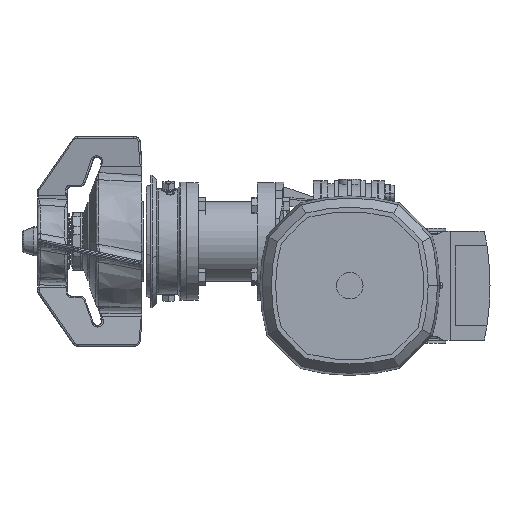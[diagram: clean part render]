
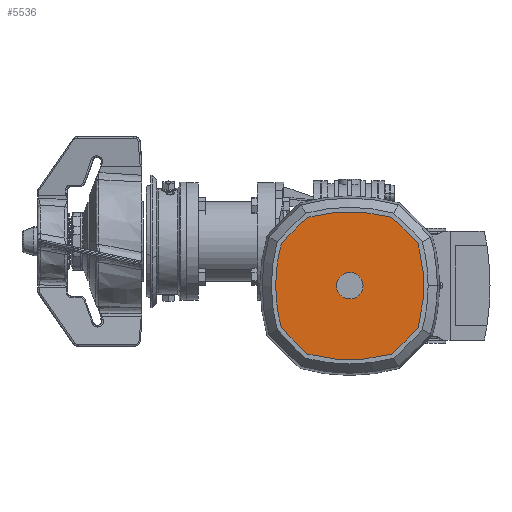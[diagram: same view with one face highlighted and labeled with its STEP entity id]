
A CAD part, left-side view. The second image highlights one B-rep face of the part: STEP entity #5536.
In plain terms, the highlighted planar face has unit normal (-1, 0, 0).
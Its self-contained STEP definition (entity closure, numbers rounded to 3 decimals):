
#4227 = VERTEX_POINT ( 'NONE', #7824 ) ;
#4261 = VERTEX_POINT ( 'NONE', #7928 ) ;
#4264 = EDGE_CURVE ( 'NONE', #4227, #4261, #7914, .T. ) ;
#4327 = VERTEX_POINT ( 'NONE', #8013 ) ;
#4335 = EDGE_CURVE ( 'NONE', #4327, #4412, #8012, .T. ) ;
#4412 = VERTEX_POINT ( 'NONE', #11569 ) ;
#5365 = EDGE_CURVE ( 'NONE', #4412, #4327, #15373, .T. ) ;
#5366 = ORIENTED_EDGE ( 'NONE', *, *, #5368, .T. ) ;
#5368 = EDGE_CURVE ( 'NONE', #16528, #5369, #15365, .T. ) ;
#5369 = VERTEX_POINT ( 'NONE', #15491 ) ;
#5372 = ORIENTED_EDGE ( 'NONE', *, *, #16540, .T. ) ;
#5392 = EDGE_CURVE ( 'NONE', #5532, #4227, #15504, .T. ) ;
#5456 = ORIENTED_EDGE ( 'NONE', *, *, #5463, .T. ) ;
#5460 = ORIENTED_EDGE ( 'NONE', *, *, #5461, .T. ) ;
#5461 = EDGE_CURVE ( 'NONE', #5462, #5534, #15750, .T. ) ;
#5462 = VERTEX_POINT ( 'NONE', #15696 ) ;
#5463 = EDGE_CURVE ( 'NONE', #5464, #5532, #15771, .T. ) ;
#5464 = VERTEX_POINT ( 'NONE', #15786 ) ;
#5481 = ORIENTED_EDGE ( 'NONE', *, *, #5392, .T. ) ;
#5484 = VERTEX_POINT ( 'NONE', #15706 ) ;
#5485 = EDGE_CURVE ( 'NONE', #4261, #5462, #15712, .T. ) ;
#5527 = ORIENTED_EDGE ( 'NONE', *, *, #5528, .T. ) ;
#5528 = EDGE_CURVE ( 'NONE', #5534, #5484, #15736, .T. ) ;
#5532 = VERTEX_POINT ( 'NONE', #15983 ) ;
#5533 = ORIENTED_EDGE ( 'NONE', *, *, #5485, .T. ) ;
#5534 = VERTEX_POINT ( 'NONE', #15982 ) ;
#5536 = ADVANCED_FACE ( 'NONE', ( #15980, #15978 ), #15952, .T. ) ;
#5539 = EDGE_LOOP ( 'NONE', ( #5456, #5481, #5546, #5533, #5460, #5527, #5372, #5366, #5540 ) ) ;
#5540 = ORIENTED_EDGE ( 'NONE', *, *, #5541, .T. ) ;
#5541 = EDGE_CURVE ( 'NONE', #5369, #5464, #15926, .T. ) ;
#5542 = EDGE_LOOP ( 'NONE', ( #16542, #16541 ) ) ;
#5546 = ORIENTED_EDGE ( 'NONE', *, *, #4264, .T. ) ;
#7824 = CARTESIAN_POINT ( 'NONE',  ( -234., -80.516, -30. ) ) ;
#7910 = DIRECTION ( 'NONE',  ( 0., 1., 0. ) ) ;
#7911 = DIRECTION ( 'NONE',  ( -1., 0., 0. ) ) ;
#7912 = CARTESIAN_POINT ( 'NONE',  ( -234., -190.6, -30. ) ) ;
#7913 = AXIS2_PLACEMENT_3D ( 'NONE', #7912, #7911, #7910 ) ;
#7914 = CIRCLE ( 'NONE', #7913, 110.084 ) ;
#7928 = CARTESIAN_POINT ( 'NONE',  ( -234., -84.22, -58.315 ) ) ;
#8003 = DIRECTION ( 'NONE',  ( 0., 1., 0. ) ) ;
#8004 = DIRECTION ( 'NONE',  ( 1., 0., 0. ) ) ;
#8005 = CARTESIAN_POINT ( 'NONE',  ( -234., -130.6, -30. ) ) ;
#8006 = AXIS2_PLACEMENT_3D ( 'NONE', #8005, #8004, #8003 ) ;
#8012 = CIRCLE ( 'NONE', #8006, 9. ) ;
#8013 = CARTESIAN_POINT ( 'NONE',  ( -234., -139.6, -30. ) ) ;
#11569 = CARTESIAN_POINT ( 'NONE',  ( -234., -121.6, -30. ) ) ;
#15309 = DIRECTION ( 'NONE',  ( 0., 1., 0. ) ) ;
#15310 = DIRECTION ( 'NONE',  ( -1., 0., 0. ) ) ;
#15311 = CARTESIAN_POINT ( 'NONE',  ( -234., 1.577, -162.177 ) ) ;
#15312 = AXIS2_PLACEMENT_3D ( 'NONE', #15311, #15310, #15309 ) ;
#15365 = CIRCLE ( 'NONE', #15312, 240.084 ) ;
#15366 = DIRECTION ( 'NONE',  ( 0., 1., 0. ) ) ;
#15368 = DIRECTION ( 'NONE',  ( 1., 0., 0. ) ) ;
#15370 = CARTESIAN_POINT ( 'NONE',  ( -234., -130.6, -30. ) ) ;
#15372 = AXIS2_PLACEMENT_3D ( 'NONE', #15370, #15368, #15366 ) ;
#15373 = CIRCLE ( 'NONE', #15372, 9. ) ;
#15491 = CARTESIAN_POINT ( 'NONE',  ( -234., -158.915, 16.38 ) ) ;
#15502 = CARTESIAN_POINT ( 'NONE',  ( -234., -190.6, -30. ) ) ;
#15503 = AXIS2_PLACEMENT_3D ( 'NONE', #15502, #15534, #15533 ) ;
#15504 = CIRCLE ( 'NONE', #15503, 110.084 ) ;
#15533 = DIRECTION ( 'NONE',  ( 0., 1., 0. ) ) ;
#15534 = DIRECTION ( 'NONE',  ( -1., 0., 0. ) ) ;
#15696 = CARTESIAN_POINT ( 'NONE',  ( -234., -102.285, -76.38 ) ) ;
#15697 = DIRECTION ( 'NONE',  ( 0., 1., 0. ) ) ;
#15698 = DIRECTION ( 'NONE',  ( -1., 0., 0. ) ) ;
#15699 = CARTESIAN_POINT ( 'NONE',  ( -234., -130.6, 30. ) ) ;
#15706 = CARTESIAN_POINT ( 'NONE',  ( -234., -176.98, -58.315 ) ) ;
#15708 = DIRECTION ( 'NONE',  ( 0., 1., 0. ) ) ;
#15709 = DIRECTION ( 'NONE',  ( -1., 0., 0. ) ) ;
#15710 = CARTESIAN_POINT ( 'NONE',  ( -234., -262.777, 102.177 ) ) ;
#15711 = AXIS2_PLACEMENT_3D ( 'NONE', #15710, #15709, #15708 ) ;
#15712 = CIRCLE ( 'NONE', #15711, 240.084 ) ;
#15730 = DIRECTION ( 'NONE',  ( 0., 1., 0. ) ) ;
#15732 = DIRECTION ( 'NONE',  ( -1., 0., 0. ) ) ;
#15733 = CARTESIAN_POINT ( 'NONE',  ( -234., 1.577, 102.177 ) ) ;
#15734 = AXIS2_PLACEMENT_3D ( 'NONE', #15733, #15732, #15730 ) ;
#15736 = CIRCLE ( 'NONE', #15734, 240.084 ) ;
#15749 = AXIS2_PLACEMENT_3D ( 'NONE', #15699, #15698, #15697 ) ;
#15750 = CIRCLE ( 'NONE', #15749, 110.084 ) ;
#15768 = DIRECTION ( 'NONE',  ( -1., 0., 0. ) ) ;
#15769 = CARTESIAN_POINT ( 'NONE',  ( -234., -262.777, -162.177 ) ) ;
#15770 = AXIS2_PLACEMENT_3D ( 'NONE', #15769, #15768, #15787 ) ;
#15771 = CIRCLE ( 'NONE', #15770, 240.084 ) ;
#15786 = CARTESIAN_POINT ( 'NONE',  ( -234., -102.285, 16.38 ) ) ;
#15787 = DIRECTION ( 'NONE',  ( 0., 1., 0. ) ) ;
#15923 = DIRECTION ( 'NONE',  ( 0., 1., 0. ) ) ;
#15924 = DIRECTION ( 'NONE',  ( -1., 0., 0. ) ) ;
#15925 = AXIS2_PLACEMENT_3D ( 'NONE', #15936, #15924, #15923 ) ;
#15926 = CIRCLE ( 'NONE', #15925, 110.084 ) ;
#15936 = CARTESIAN_POINT ( 'NONE',  ( -234., -130.6, -90. ) ) ;
#15937 = DIRECTION ( 'NONE',  ( 0., 1., 0. ) ) ;
#15938 = DIRECTION ( 'NONE',  ( -1., 0., 0. ) ) ;
#15950 = CARTESIAN_POINT ( 'NONE',  ( -234., -196.688, 66.088 ) ) ;
#15951 = AXIS2_PLACEMENT_3D ( 'NONE', #15950, #15938, #15937 ) ;
#15952 = PLANE ( 'NONE',  #15951 ) ;
#15978 = FACE_BOUND ( 'NONE', #5542, .T. ) ;
#15980 = FACE_OUTER_BOUND ( 'NONE', #5539, .T. ) ;
#15982 = CARTESIAN_POINT ( 'NONE',  ( -234., -158.915, -76.38 ) ) ;
#15983 = CARTESIAN_POINT ( 'NONE',  ( -234., -84.22, -1.685 ) ) ;
#16528 = VERTEX_POINT ( 'NONE', #43231 ) ;
#16540 = EDGE_CURVE ( 'NONE', #5484, #16528, #43584, .T. ) ;
#16541 = ORIENTED_EDGE ( 'NONE', *, *, #4335, .T. ) ;
#16542 = ORIENTED_EDGE ( 'NONE', *, *, #5365, .T. ) ;
#43231 = CARTESIAN_POINT ( 'NONE',  ( -234., -176.98, -1.685 ) ) ;
#43451 = DIRECTION ( 'NONE',  ( 0., 1., 0. ) ) ;
#43452 = DIRECTION ( 'NONE',  ( -1., 0., 0. ) ) ;
#43454 = CARTESIAN_POINT ( 'NONE',  ( -234., -70.6, -30. ) ) ;
#43455 = AXIS2_PLACEMENT_3D ( 'NONE', #43454, #43452, #43451 ) ;
#43584 = CIRCLE ( 'NONE', #43455, 110.084 ) ;
